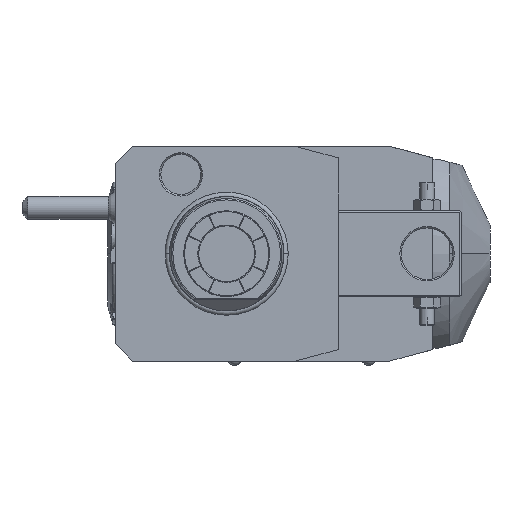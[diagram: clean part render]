
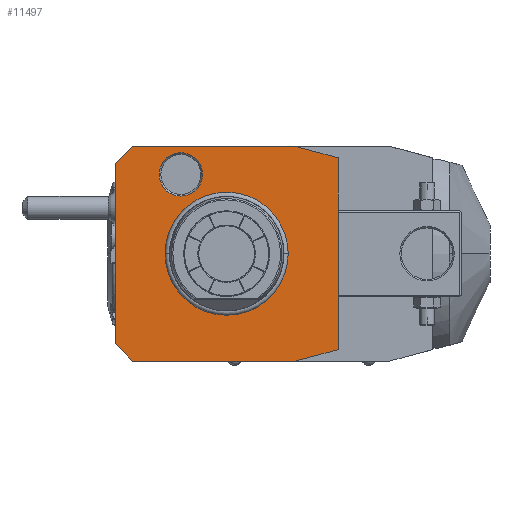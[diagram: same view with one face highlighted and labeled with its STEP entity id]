
A CAD part, front view. The second image highlights one B-rep face of the part: STEP entity #11497.
In plain terms, the highlighted planar face has unit normal (0, -1, 0).
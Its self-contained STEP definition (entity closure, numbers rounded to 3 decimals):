
#346=DIRECTION('',(1.,0.,0.));
#347=VECTOR('',#346,57.);
#348=CARTESIAN_POINT('',(-33.,0.,-37.5));
#349=LINE('',#348,#347);
#350=DIRECTION('',(0.707,0.,-0.707));
#351=VECTOR('',#350,8.485);
#352=CARTESIAN_POINT('',(-39.,0.,-31.5));
#353=LINE('',#352,#351);
#354=DIRECTION('',(0.,0.,-1.));
#355=VECTOR('',#354,63.);
#356=CARTESIAN_POINT('',(-39.,0.,31.5));
#357=LINE('',#356,#355);
#358=DIRECTION('',(-0.707,0.,-0.707));
#359=VECTOR('',#358,8.485);
#360=CARTESIAN_POINT('',(-33.,0.,37.5));
#361=LINE('',#360,#359);
#362=DIRECTION('',(-1.,0.,0.));
#363=VECTOR('',#362,57.);
#364=CARTESIAN_POINT('',(24.,0.,37.5));
#365=LINE('',#364,#363);
#366=DIRECTION('',(-0.966,0.,0.259));
#367=VECTOR('',#366,15.529);
#368=CARTESIAN_POINT('',(39.,0.,33.481));
#369=LINE('',#368,#367);
#370=DIRECTION('',(0.,0.,1.));
#371=VECTOR('',#370,66.962);
#372=CARTESIAN_POINT('',(39.,0.,-33.481));
#373=LINE('',#372,#371);
#374=DIRECTION('',(0.966,0.,0.259));
#375=VECTOR('',#374,15.529);
#376=CARTESIAN_POINT('',(24.,0.,-37.5));
#377=LINE('',#376,#375);
#378=CARTESIAN_POINT('',(-16.,0.,27.713));
#379=DIRECTION('',(0.,1.,0.));
#380=DIRECTION('',(1.,0.,0.));
#381=AXIS2_PLACEMENT_3D('',#378,#379,#380);
#383=CARTESIAN_POINT('',(-16.,0.,27.713));
#384=DIRECTION('',(0.,1.,0.));
#385=DIRECTION('',(-1.,0.,0.));
#386=AXIS2_PLACEMENT_3D('',#383,#384,#385);
#3384=CARTESIAN_POINT('',(0.,0.,0.));
#3385=DIRECTION('',(0.,-1.,0.));
#3386=DIRECTION('',(1.,0.,0.));
#3387=AXIS2_PLACEMENT_3D('',#3384,#3385,#3386);
#3389=CARTESIAN_POINT('',(0.,0.,0.));
#3390=DIRECTION('',(0.,-1.,0.));
#3391=DIRECTION('',(-1.,0.,0.));
#3392=AXIS2_PLACEMENT_3D('',#3389,#3390,#3391);
#10073=CARTESIAN_POINT('',(-8.423,0.,27.713));
#10074=CARTESIAN_POINT('',(-23.577,0.,27.713));
#10075=VERTEX_POINT('',#10073);
#10076=VERTEX_POINT('',#10074);
#10971=CARTESIAN_POINT('',(-33.,0.,-37.5));
#10972=CARTESIAN_POINT('',(24.,0.,-37.5));
#10973=VERTEX_POINT('',#10971);
#10974=VERTEX_POINT('',#10972);
#10975=CARTESIAN_POINT('',(39.,0.,-33.481));
#10976=VERTEX_POINT('',#10975);
#10977=CARTESIAN_POINT('',(39.,0.,33.481));
#10978=VERTEX_POINT('',#10977);
#10979=CARTESIAN_POINT('',(24.,0.,37.5));
#10980=VERTEX_POINT('',#10979);
#10981=CARTESIAN_POINT('',(-33.,0.,37.5));
#10982=VERTEX_POINT('',#10981);
#10983=CARTESIAN_POINT('',(-39.,0.,31.5));
#10984=VERTEX_POINT('',#10983);
#10985=CARTESIAN_POINT('',(-39.,0.,-31.5));
#10986=VERTEX_POINT('',#10985);
#11027=CARTESIAN_POINT('',(21.137,0.,0.));
#11028=CARTESIAN_POINT('',(-21.137,0.,0.));
#11029=VERTEX_POINT('',#11027);
#11030=VERTEX_POINT('',#11028);
#11465=CARTESIAN_POINT('',(0.,0.,0.));
#11466=DIRECTION('',(0.,-1.,0.));
#11467=DIRECTION('',(-1.,0.,0.));
#11468=AXIS2_PLACEMENT_3D('',#11465,#11466,#11467);
#11469=PLANE('',#11468);
#11470=ORIENTED_EDGE('',*,*,#11413,.F.);
#11472=ORIENTED_EDGE('',*,*,#11471,.F.);
#11474=ORIENTED_EDGE('',*,*,#11473,.F.);
#11476=ORIENTED_EDGE('',*,*,#11475,.F.);
#11477=ORIENTED_EDGE('',*,*,#11304,.F.);
#11479=ORIENTED_EDGE('',*,*,#11478,.F.);
#11481=ORIENTED_EDGE('',*,*,#11480,.F.);
#11482=ORIENTED_EDGE('',*,*,#11457,.F.);
#11483=EDGE_LOOP('',(#11470,#11472,#11474,#11476,#11477,#11479,#11481,#11482));
#11484=FACE_OUTER_BOUND('',#11483,.F.);
#11486=ORIENTED_EDGE('',*,*,#11485,.T.);
#11488=ORIENTED_EDGE('',*,*,#11487,.T.);
#11489=EDGE_LOOP('',(#11486,#11488));
#11490=FACE_BOUND('',#11489,.F.);
#11492=ORIENTED_EDGE('',*,*,#11491,.F.);
#11494=ORIENTED_EDGE('',*,*,#11493,.F.);
#11495=EDGE_LOOP('',(#11492,#11494));
#11496=FACE_BOUND('',#11495,.F.);
#382=CIRCLE('',#381,7.577);
#387=CIRCLE('',#386,7.577);
#3388=CIRCLE('',#3387,21.137);
#3393=CIRCLE('',#3392,21.137);
#11304=EDGE_CURVE('',#10980,#10982,#365,.T.);
#11413=EDGE_CURVE('',#10973,#10974,#349,.T.);
#11457=EDGE_CURVE('',#10974,#10976,#377,.T.);
#11471=EDGE_CURVE('',#10986,#10973,#353,.T.);
#11473=EDGE_CURVE('',#10984,#10986,#357,.T.);
#11475=EDGE_CURVE('',#10982,#10984,#361,.T.);
#11478=EDGE_CURVE('',#10978,#10980,#369,.T.);
#11480=EDGE_CURVE('',#10976,#10978,#373,.T.);
#11485=EDGE_CURVE('',#11029,#11030,#3388,.T.);
#11487=EDGE_CURVE('',#11030,#11029,#3393,.T.);
#11491=EDGE_CURVE('',#10075,#10076,#382,.T.);
#11493=EDGE_CURVE('',#10076,#10075,#387,.T.);
#11497=ADVANCED_FACE('',(#11484,#11490,#11496),#11469,.T.);
